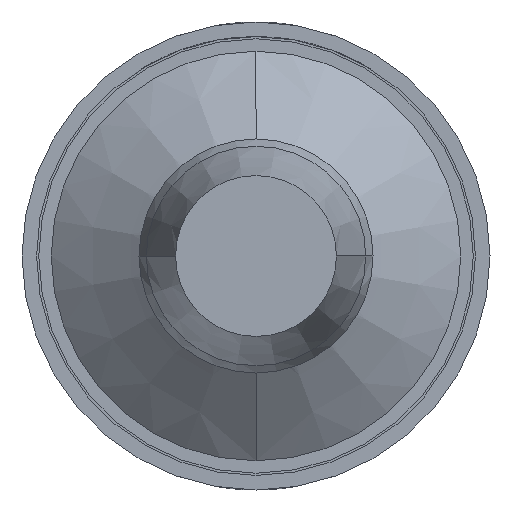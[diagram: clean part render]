
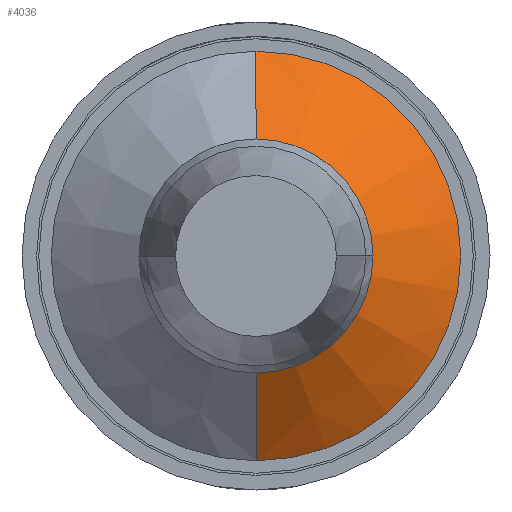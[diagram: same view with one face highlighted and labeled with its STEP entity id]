
A CAD part, front view. The second image highlights one B-rep face of the part: STEP entity #4036.
In plain terms, the highlighted conical face has half-angle 53.13 degrees and reference radius 0.6 mm.
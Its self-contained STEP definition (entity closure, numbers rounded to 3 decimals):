
#88 = AXIS2_PLACEMENT_3D ( 'NONE', #5967, #258, #2764 ) ;
#258 = DIRECTION ( 'NONE',  ( 0., 1., 0. ) ) ;
#441 = EDGE_CURVE ( 'NONE', #1956, #4996, #5221, .T. ) ;
#608 = CARTESIAN_POINT ( 'NONE',  ( 0., -11.2, -0.6 ) ) ;
#992 = ORIENTED_EDGE ( 'NONE', *, *, #6718, .T. ) ;
#1127 = DIRECTION ( 'NONE',  ( 0., 0.6, 0.8 ) ) ;
#1281 = CARTESIAN_POINT ( 'NONE',  ( 0., -10.6, 1.4 ) ) ;
#1302 = VECTOR ( 'NONE', #5551, 1000. ) ;
#1315 = CARTESIAN_POINT ( 'NONE',  ( 0., -10.6, -1.4 ) ) ;
#1956 = VERTEX_POINT ( 'NONE', #4428 ) ;
#2003 = AXIS2_PLACEMENT_3D ( 'NONE', #4946, #4845, #3805 ) ;
#2260 = EDGE_CURVE ( 'Defeature ausgef�hrt1_30+Defeature ausgef�hrt1_29+Defeature ausgef�hrt1_29+Defeature ausgef�hrt1_29', #1956, #3349, #3496, .T. ) ;
#2382 = DIRECTION ( 'NONE',  ( 0., 1., 0. ) ) ;
#2764 = DIRECTION ( 'NONE',  ( 0., 0., -1. ) ) ;
#2935 = ORIENTED_EDGE ( 'NONE', *, *, #2260, .T. ) ;
#3015 = EDGE_LOOP ( 'NONE', ( #5028, #2935, #992, #5278 ) ) ;
#3129 = VERTEX_POINT ( 'NONE', #1315 ) ;
#3182 = AXIS2_PLACEMENT_3D ( 'NONE', #6060, #2382, #5580 ) ;
#3186 = EDGE_CURVE ( 'Defeature ausgef�hrt1_31+Defeature ausgef�hrt1_30+Defeature ausgef�hrt1_30+Defeature ausgef�hrt1_30', #4996, #3129, #4209, .T. ) ;
#3253 = LINE ( 'NONE', #6056, #1302 ) ;
#3349 = VERTEX_POINT ( 'NONE', #608 ) ;
#3496 = CIRCLE ( 'NONE', #88, 0.6 ) ;
#3805 = DIRECTION ( 'NONE',  ( 0., 0., -1. ) ) ;
#4036 = ADVANCED_FACE ( 'Defeature ausgef�hrt1_30', ( #5117 ), #4782, .T. ) ;
#4209 = CIRCLE ( 'NONE', #2003, 1.4 ) ;
#4428 = CARTESIAN_POINT ( 'NONE',  ( 0., -11.2, 0.6 ) ) ;
#4782 = CONICAL_SURFACE ( 'NONE', #3182, 0.6, 0.927 ) ;
#4845 = DIRECTION ( 'NONE',  ( 0., 1., 0. ) ) ;
#4946 = CARTESIAN_POINT ( 'NONE',  ( 0., -10.6, 0. ) ) ;
#4996 = VERTEX_POINT ( 'NONE', #1281 ) ;
#5028 = ORIENTED_EDGE ( 'NONE', *, *, #441, .F. ) ;
#5117 = FACE_OUTER_BOUND ( 'NONE', #3015, .T. ) ;
#5221 = LINE ( 'NONE', #6363, #6599 ) ;
#5278 = ORIENTED_EDGE ( 'NONE', *, *, #3186, .F. ) ;
#5551 = DIRECTION ( 'NONE',  ( 0., 0.6, -0.8 ) ) ;
#5580 = DIRECTION ( 'NONE',  ( 0., 0., -1. ) ) ;
#5967 = CARTESIAN_POINT ( 'NONE',  ( 0., -11.2, 0. ) ) ;
#6056 = CARTESIAN_POINT ( 'NONE',  ( 0., -11.2, -0.6 ) ) ;
#6060 = CARTESIAN_POINT ( 'NONE',  ( 0., -11.2, 0. ) ) ;
#6363 = CARTESIAN_POINT ( 'NONE',  ( 0., -11.2, 0.6 ) ) ;
#6599 = VECTOR ( 'NONE', #1127, 1000. ) ;
#6718 = EDGE_CURVE ( 'NONE', #3349, #3129, #3253, .T. ) ;
